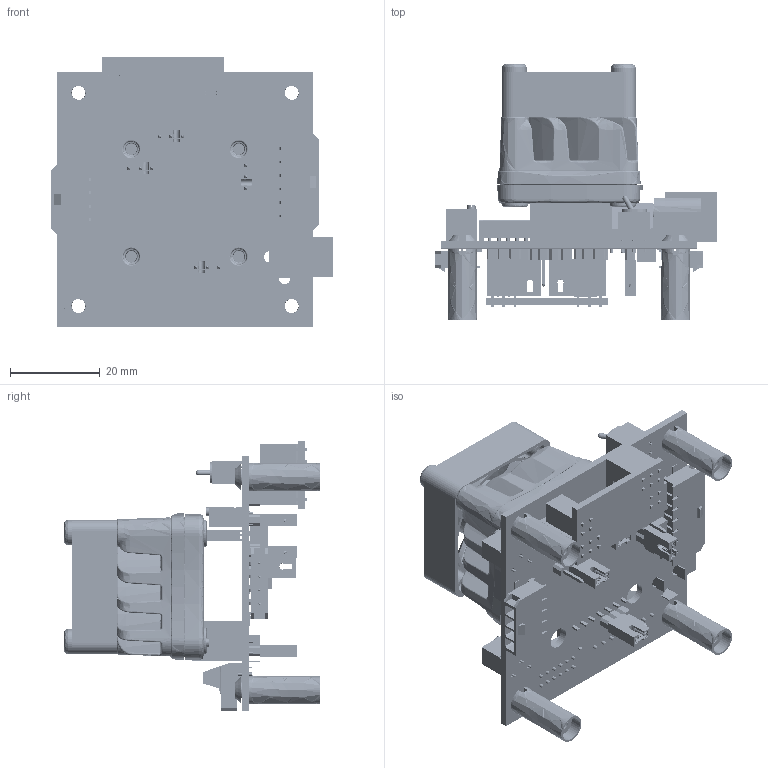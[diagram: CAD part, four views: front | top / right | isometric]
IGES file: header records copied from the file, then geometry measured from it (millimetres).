
Start section: SolidWorks IGES file using analytic representation for surfaces
Global section: file name: WLD3393 EVAL BRD with CONTROLLER-HEATSINK-FAN.IGS; native system: SolidWorks 2020; preprocessor: SolidWorks 2020; author: User; date: 210713.101221; units: inch
Bounding box: 62.87 x 57.12 x 60.49 mm (x, y, z)
Surface area: 41039 mm2 (no closed solid volume)
Topology: 0 solids, 0 shells, 3830 faces, 30770 edges, 30586 vertices
Faces by surface type: bspline 2984, revolution 846
